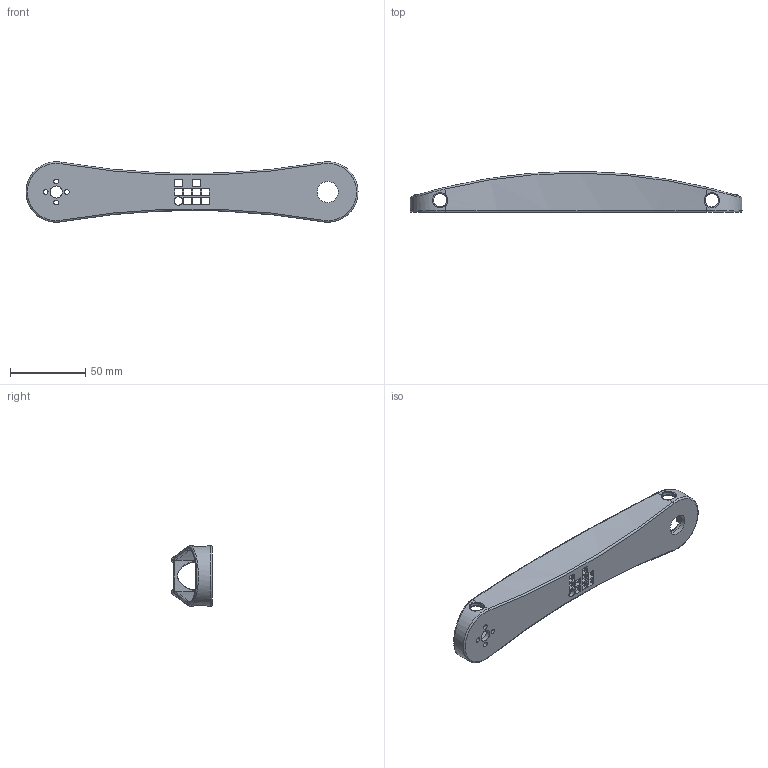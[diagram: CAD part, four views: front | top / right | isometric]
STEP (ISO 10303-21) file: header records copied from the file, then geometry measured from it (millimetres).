
FILE_DESCRIPTION(/* description */ (''),/* implementation_level */ '2;1');
FILE_NAME(/* name */ 'BRAÇO ROBÓTICO - Braço B_ipt_c91b14e4.STEP',/* time_stamp */ '2023-09-21T12:22:23-03:00',/* author */ ('Araújo, I.'),/* organization */ (''),/* preprocessor_version */ 'ST-DEVELOPER v18.1',/* originating_system */ 'Autodesk Inventor 2021',/* authorisation */ '');
FILE_SCHEMA (('AUTOMOTIVE_DESIGN { 1 0 10303 214 3 1 1 }'));
Length unit declared in the file: millimetre
Products named in the file (1): BRAÇO ROBÓTICO - Braço B
Bounding box: 220 x 26.99 x 40 mm (x, y, z)
Volume: 47286.4 mm3; surface area: 32648.7 mm2
Topology: 1 solids, 1 shells, 270 faces, 717 edges, 458 vertices
Faces by surface type: cylinder 118, plane 86, bspline 46, torus 20
Full cylindrical faces by diameter (mm): 1.5 x8, 3.2 x12, 5.5 x1, 6 x4, 8 x1, 9 x4, 14 x1
Entity records: 10783 total; most frequent: CARTESIAN_POINT 4052, ORIENTED_EDGE 1434, DIRECTION 1343, EDGE_CURVE 717, AXIS2_PLACEMENT_3D 521, VERTEX_POINT 458, EDGE_LOOP 323, LINE 301
